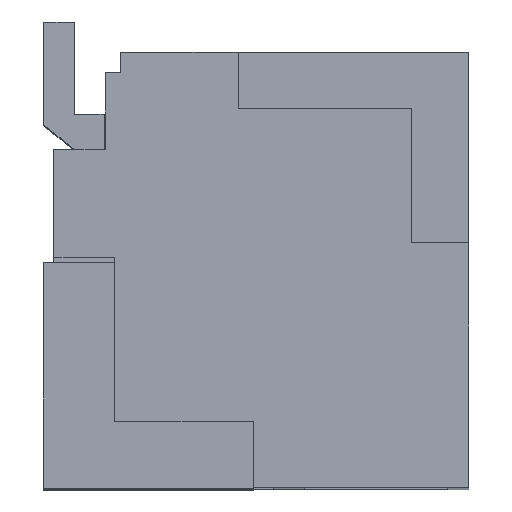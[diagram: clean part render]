
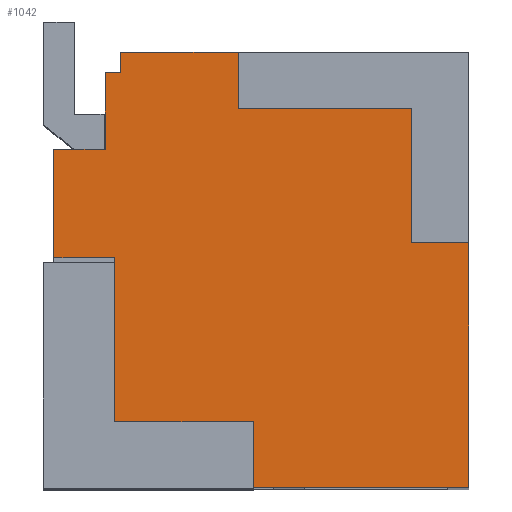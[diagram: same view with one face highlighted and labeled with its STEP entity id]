
A CAD part, top view. The second image highlights one B-rep face of the part: STEP entity #1042.
In plain terms, the highlighted planar face has unit normal (0, 0, 1).
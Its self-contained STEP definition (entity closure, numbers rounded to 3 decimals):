
#1 = VERTEX_POINT ( 'NONE', #2716 ) ;
#5 = CARTESIAN_POINT ( 'NONE',  ( 0., -1.475, 5.38 ) ) ;
#71 = LINE ( 'NONE', #4443, #2297 ) ;
#124 = EDGE_CURVE ( 'NONE', #2352, #1, #2744, .T. ) ;
#171 = LINE ( 'NONE', #985, #813 ) ;
#197 = VERTEX_POINT ( 'NONE', #3927 ) ;
#209 = VERTEX_POINT ( 'NONE', #540 ) ;
#255 = CARTESIAN_POINT ( 'NONE',  ( -0.22, 1.58, 5.38 ) ) ;
#295 = VERTEX_POINT ( 'NONE', #1132 ) ;
#303 = EDGE_CURVE ( 'NONE', #197, #4105, #1498, .T. ) ;
#352 = DIRECTION ( 'NONE',  ( 1., 0., 0. ) ) ;
#369 = CARTESIAN_POINT ( 'NONE',  ( 0., 0., 5.38 ) ) ;
#487 = LINE ( 'NONE', #1882, #2311 ) ;
#540 = CARTESIAN_POINT ( 'NONE',  ( -1.425, 0.125, 5.38 ) ) ;
#545 = DIRECTION ( 'NONE',  ( 1., 0., 0. ) ) ;
#571 = LINE ( 'NONE', #2075, #4045 ) ;
#587 = VERTEX_POINT ( 'NONE', #2699 ) ;
#619 = CARTESIAN_POINT ( 'NONE',  ( -0.075, -2.12, 5.38 ) ) ;
#629 = VECTOR ( 'NONE', #1532, 1000. ) ;
#643 = VECTOR ( 'NONE', #545, 1000. ) ;
#684 = CARTESIAN_POINT ( 'NONE',  ( 0., 0.125, 5.38 ) ) ;
#716 = DIRECTION ( 'NONE',  ( 0., 0., 1. ) ) ;
#727 = CARTESIAN_POINT ( 'NONE',  ( -1.52, 1.93, 5.38 ) ) ;
#730 = LINE ( 'NONE', #2956, #629 ) ;
#737 = LINE ( 'NONE', #684, #1564 ) ;
#813 = VECTOR ( 'NONE', #2061, 1000. ) ;
#835 = EDGE_CURVE ( 'NONE', #3177, #1830, #3068, .T. ) ;
#908 = ORIENTED_EDGE ( 'NONE', *, *, #3530, .F. ) ;
#970 = VECTOR ( 'NONE', #3576, 1000. ) ;
#978 = VECTOR ( 'NONE', #3581, 1000. ) ;
#985 = CARTESIAN_POINT ( 'NONE',  ( 2.03, -2.12, 5.38 ) ) ;
#992 = CARTESIAN_POINT ( 'NONE',  ( -1.52, 1.93, 5.38 ) ) ;
#1005 = ORIENTED_EDGE ( 'NONE', *, *, #2120, .T. ) ;
#1007 = DIRECTION ( 'NONE',  ( 0., 1., 0. ) ) ;
#1042 = ADVANCED_FACE ( 'NONE', ( #1743 ), #3165, .T. ) ;
#1118 = EDGE_LOOP ( 'NONE', ( #1910, #4605, #2148, #2580, #4471, #4054, #3695, #3122, #3588, #3902, #1592, #1005, #3106, #908, #3235, #2347 ) ) ;
#1132 = CARTESIAN_POINT ( 'NONE',  ( -1.52, 1.18, 5.38 ) ) ;
#1166 = CARTESIAN_POINT ( 'NONE',  ( 2.03, 0.27, 5.38 ) ) ;
#1310 = VECTOR ( 'NONE', #2631, 1000. ) ;
#1468 = AXIS2_PLACEMENT_3D ( 'NONE', #369, #716, #352 ) ;
#1498 = LINE ( 'NONE', #2585, #2691 ) ;
#1532 = DIRECTION ( 'NONE',  ( 0., -1., 0. ) ) ;
#1562 = VERTEX_POINT ( 'NONE', #1166 ) ;
#1564 = VECTOR ( 'NONE', #4738, 1000. ) ;
#1592 = ORIENTED_EDGE ( 'NONE', *, *, #1825, .T. ) ;
#1603 = CARTESIAN_POINT ( 'NONE',  ( -1.37, 1.93, 5.38 ) ) ;
#1667 = LINE ( 'NONE', #2797, #978 ) ;
#1743 = FACE_OUTER_BOUND ( 'NONE', #1118, .T. ) ;
#1825 = EDGE_CURVE ( 'NONE', #587, #1995, #3361, .T. ) ;
#1830 = VERTEX_POINT ( 'NONE', #4040 ) ;
#1871 = EDGE_CURVE ( 'NONE', #4105, #3177, #71, .T. ) ;
#1882 = CARTESIAN_POINT ( 'NONE',  ( -1.425, 0., 5.38 ) ) ;
#1906 = CARTESIAN_POINT ( 'NONE',  ( 0., 0.27, 5.38 ) ) ;
#1910 = ORIENTED_EDGE ( 'NONE', *, *, #303, .T. ) ;
#1995 = VERTEX_POINT ( 'NONE', #4609 ) ;
#2002 = CARTESIAN_POINT ( 'NONE',  ( -1.52, 1.18, 5.38 ) ) ;
#2016 = VECTOR ( 'NONE', #4563, 1000. ) ;
#2023 = DIRECTION ( 'NONE',  ( 0., -1., 0. ) ) ;
#2061 = DIRECTION ( 'NONE',  ( 0., -1., 0. ) ) ;
#2075 = CARTESIAN_POINT ( 'NONE',  ( 1.47, 0., 5.38 ) ) ;
#2120 = EDGE_CURVE ( 'NONE', #1995, #2422, #730, .T. ) ;
#2148 = ORIENTED_EDGE ( 'NONE', *, *, #835, .T. ) ;
#2297 = VECTOR ( 'NONE', #4482, 1000. ) ;
#2311 = VECTOR ( 'NONE', #3426, 1000. ) ;
#2347 = ORIENTED_EDGE ( 'NONE', *, *, #4723, .T. ) ;
#2352 = VERTEX_POINT ( 'NONE', #3956 ) ;
#2422 = VERTEX_POINT ( 'NONE', #619 ) ;
#2440 = CARTESIAN_POINT ( 'NONE',  ( -2.02, 0., 5.38 ) ) ;
#2454 = VERTEX_POINT ( 'NONE', #2917 ) ;
#2464 = LINE ( 'NONE', #4665, #970 ) ;
#2491 = VECTOR ( 'NONE', #1007, 1000. ) ;
#2580 = ORIENTED_EDGE ( 'NONE', *, *, #4784, .F. ) ;
#2585 = CARTESIAN_POINT ( 'NONE',  ( 0., 1.58, 5.38 ) ) ;
#2631 = DIRECTION ( 'NONE',  ( 1., 0., 0. ) ) ;
#2637 = LINE ( 'NONE', #1906, #2016 ) ;
#2647 = VECTOR ( 'NONE', #3973, 1000. ) ;
#2673 = EDGE_CURVE ( 'NONE', #209, #587, #487, .T. ) ;
#2691 = VECTOR ( 'NONE', #3976, 1000. ) ;
#2699 = CARTESIAN_POINT ( 'NONE',  ( -1.425, -1.475, 5.38 ) ) ;
#2716 = CARTESIAN_POINT ( 'NONE',  ( -2.02, 0.125, 5.38 ) ) ;
#2744 = LINE ( 'NONE', #2440, #3332 ) ;
#2765 = DIRECTION ( 'NONE',  ( 0., 1., 0. ) ) ;
#2791 = VECTOR ( 'NONE', #3117, 1000. ) ;
#2797 = CARTESIAN_POINT ( 'NONE',  ( -1.37, 2.13, 5.38 ) ) ;
#2917 = CARTESIAN_POINT ( 'NONE',  ( 1.47, 0.27, 5.38 ) ) ;
#2956 = CARTESIAN_POINT ( 'NONE',  ( -0.075, 0., 5.38 ) ) ;
#2966 = EDGE_CURVE ( 'NONE', #2352, #295, #3907, .T. ) ;
#3068 = LINE ( 'NONE', #4163, #2791 ) ;
#3106 = ORIENTED_EDGE ( 'NONE', *, *, #3345, .F. ) ;
#3117 = DIRECTION ( 'NONE',  ( -1., 0., 0. ) ) ;
#3122 = ORIENTED_EDGE ( 'NONE', *, *, #124, .T. ) ;
#3165 = PLANE ( 'NONE',  #1468 ) ;
#3177 = VERTEX_POINT ( 'NONE', #4467 ) ;
#3187 = EDGE_CURVE ( 'NONE', #1562, #2454, #2637, .T. ) ;
#3235 = ORIENTED_EDGE ( 'NONE', *, *, #3187, .T. ) ;
#3245 = EDGE_CURVE ( 'NONE', #4099, #4287, #2464, .T. ) ;
#3263 = CARTESIAN_POINT ( 'NONE',  ( -2.02, -2.12, 5.38 ) ) ;
#3332 = VECTOR ( 'NONE', #2023, 1000. ) ;
#3345 = EDGE_CURVE ( 'NONE', #3867, #2422, #4064, .T. ) ;
#3361 = LINE ( 'NONE', #5, #1310 ) ;
#3390 = EDGE_CURVE ( 'NONE', #1, #209, #737, .T. ) ;
#3426 = DIRECTION ( 'NONE',  ( 0., -1., 0. ) ) ;
#3530 = EDGE_CURVE ( 'NONE', #1562, #3867, #171, .T. ) ;
#3531 = CARTESIAN_POINT ( 'NONE',  ( 2.03, -2.12, 5.38 ) ) ;
#3576 = DIRECTION ( 'NONE',  ( 1., 0., 0. ) ) ;
#3581 = DIRECTION ( 'NONE',  ( 0., 1., 0. ) ) ;
#3588 = ORIENTED_EDGE ( 'NONE', *, *, #3390, .T. ) ;
#3647 = EDGE_CURVE ( 'NONE', #295, #4099, #4405, .T. ) ;
#3695 = ORIENTED_EDGE ( 'NONE', *, *, #2966, .F. ) ;
#3867 = VERTEX_POINT ( 'NONE', #3531 ) ;
#3902 = ORIENTED_EDGE ( 'NONE', *, *, #2673, .T. ) ;
#3907 = LINE ( 'NONE', #2002, #643 ) ;
#3927 = CARTESIAN_POINT ( 'NONE',  ( 1.47, 1.58, 5.38 ) ) ;
#3956 = CARTESIAN_POINT ( 'NONE',  ( -2.02, 1.18, 5.38 ) ) ;
#3973 = DIRECTION ( 'NONE',  ( -1., 0., 0. ) ) ;
#3976 = DIRECTION ( 'NONE',  ( -1., 0., 0. ) ) ;
#4040 = CARTESIAN_POINT ( 'NONE',  ( -1.37, 2.13, 5.38 ) ) ;
#4045 = VECTOR ( 'NONE', #2765, 1000. ) ;
#4054 = ORIENTED_EDGE ( 'NONE', *, *, #3647, .F. ) ;
#4064 = LINE ( 'NONE', #3263, #2647 ) ;
#4099 = VERTEX_POINT ( 'NONE', #992 ) ;
#4105 = VERTEX_POINT ( 'NONE', #255 ) ;
#4163 = CARTESIAN_POINT ( 'NONE',  ( 0., 2.13, 5.38 ) ) ;
#4287 = VERTEX_POINT ( 'NONE', #1603 ) ;
#4405 = LINE ( 'NONE', #727, #2491 ) ;
#4443 = CARTESIAN_POINT ( 'NONE',  ( -0.22, 0., 5.38 ) ) ;
#4467 = CARTESIAN_POINT ( 'NONE',  ( -0.22, 2.13, 5.38 ) ) ;
#4471 = ORIENTED_EDGE ( 'NONE', *, *, #3245, .F. ) ;
#4482 = DIRECTION ( 'NONE',  ( 0., 1., 0. ) ) ;
#4563 = DIRECTION ( 'NONE',  ( -1., 0., 0. ) ) ;
#4605 = ORIENTED_EDGE ( 'NONE', *, *, #1871, .T. ) ;
#4609 = CARTESIAN_POINT ( 'NONE',  ( -0.075, -1.475, 5.38 ) ) ;
#4665 = CARTESIAN_POINT ( 'NONE',  ( -1.37, 1.93, 5.38 ) ) ;
#4723 = EDGE_CURVE ( 'NONE', #2454, #197, #571, .T. ) ;
#4738 = DIRECTION ( 'NONE',  ( 1., 0., 0. ) ) ;
#4784 = EDGE_CURVE ( 'NONE', #4287, #1830, #1667, .T. ) ;
